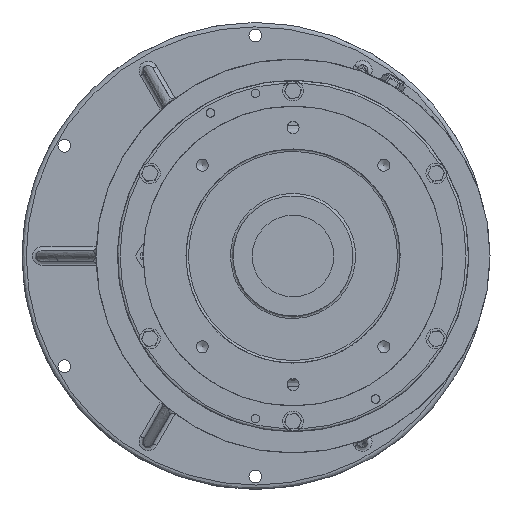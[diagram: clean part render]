
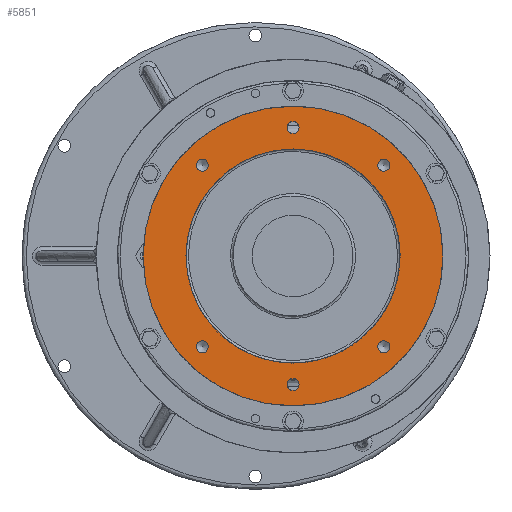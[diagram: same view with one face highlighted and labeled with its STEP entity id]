
A CAD part, left-side view. The second image highlights one B-rep face of the part: STEP entity #5851.
In plain terms, the highlighted planar face has unit normal (-1, 0, 0).
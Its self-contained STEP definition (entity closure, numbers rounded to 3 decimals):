
#400 = CARTESIAN_POINT ( 'NONE',  ( -300.5, 342.066, 106.066 ) ) ;
#583 = DIRECTION ( 'NONE',  ( 1., 0., 0. ) ) ;
#1739 = VERTEX_POINT ( 'NONE', #10016 ) ;
#2545 = FACE_BOUND ( 'NONE', #45209, .T. ) ;
#2745 = DIRECTION ( 'NONE',  ( 0., 0., 1. ) ) ;
#2991 = EDGE_LOOP ( 'NONE', ( #48894 ) ) ;
#3922 = VERTEX_POINT ( 'NONE', #44040 ) ;
#4017 = AXIS2_PLACEMENT_3D ( 'NONE', #32947, #37306, #25920 ) ;
#4959 = AXIS2_PLACEMENT_3D ( 'NONE', #400, #44154, #48292 ) ;
#5564 = CIRCLE ( 'NONE', #43619, 175. ) ;
#5636 = CARTESIAN_POINT ( 'NONE',  ( -300.5, 129.934, 113.066 ) ) ;
#5830 = ORIENTED_EDGE ( 'NONE', *, *, #25014, .T. ) ;
#5851 = ADVANCED_FACE ( 'NONE', ( #2545, #22788, #18636, #46076, #48736, #9115, #13289, #41922 ), #21313, .T. ) ;
#7158 = CARTESIAN_POINT ( 'NONE',  ( -300.5, 129.934, 106.066 ) ) ;
#7473 = VERTEX_POINT ( 'NONE', #11384 ) ;
#7791 = DIRECTION ( 'NONE',  ( 1., 0., 0. ) ) ;
#9115 = FACE_BOUND ( 'NONE', #2991, .T. ) ;
#9523 = VERTEX_POINT ( 'NONE', #5636 ) ;
#9867 = AXIS2_PLACEMENT_3D ( 'NONE', #16409, #583, #39909 ) ;
#9890 = CARTESIAN_POINT ( 'NONE',  ( -300.5, 236., 0. ) ) ;
#10016 = CARTESIAN_POINT ( 'NONE',  ( -300.5, 342.066, -99.066 ) ) ;
#10851 = DIRECTION ( 'NONE',  ( -1., 0., 0. ) ) ;
#11384 = CARTESIAN_POINT ( 'NONE',  ( -300.5, 236., 157. ) ) ;
#13246 = EDGE_CURVE ( 'NONE', #43277, #43277, #5564, .T. ) ;
#13289 = FACE_BOUND ( 'NONE', #44843, .T. ) ;
#13620 = DIRECTION ( 'NONE',  ( 0., 0., 1. ) ) ;
#14106 = VERTEX_POINT ( 'NONE', #42038 ) ;
#15112 = EDGE_CURVE ( 'NONE', #3922, #3922, #30488, .T. ) ;
#16409 = CARTESIAN_POINT ( 'NONE',  ( -300.5, 236., 150. ) ) ;
#16432 = CARTESIAN_POINT ( 'NONE',  ( -300.5, 236., -143. ) ) ;
#16786 = CARTESIAN_POINT ( 'NONE',  ( -300.5, 236., -150. ) ) ;
#17174 = CARTESIAN_POINT ( 'NONE',  ( -300.5, 359.744, -123.744 ) ) ;
#17195 = DIRECTION ( 'NONE',  ( 0., 0., 1. ) ) ;
#17490 = DIRECTION ( 'NONE',  ( 1., 0., 0. ) ) ;
#17569 = AXIS2_PLACEMENT_3D ( 'NONE', #16786, #40550, #36960 ) ;
#18561 = AXIS2_PLACEMENT_3D ( 'NONE', #7158, #50374, #2745 ) ;
#18636 = FACE_BOUND ( 'NONE', #40520, .T. ) ;
#20068 = ORIENTED_EDGE ( 'NONE', *, *, #13246, .F. ) ;
#20827 = DIRECTION ( 'NONE',  ( 1., 0., 0. ) ) ;
#21313 = PLANE ( 'NONE',  #21864 ) ;
#21864 = AXIS2_PLACEMENT_3D ( 'NONE', #17174, #10851, #22271 ) ;
#22271 = DIRECTION ( 'NONE',  ( 0., 0., 1. ) ) ;
#22283 = VERTEX_POINT ( 'NONE', #45828 ) ;
#22532 = ORIENTED_EDGE ( 'NONE', *, *, #38473, .T. ) ;
#22788 = FACE_OUTER_BOUND ( 'NONE', #47614, .T. ) ;
#23624 = CARTESIAN_POINT ( 'NONE',  ( -300.5, 236., 175. ) ) ;
#24420 = AXIS2_PLACEMENT_3D ( 'NONE', #49315, #17490, #13620 ) ;
#24818 = CIRCLE ( 'NONE', #4959, 7. ) ;
#25014 = EDGE_CURVE ( 'NONE', #22283, #22283, #40912, .T. ) ;
#25920 = DIRECTION ( 'NONE',  ( 0., 0., 1. ) ) ;
#29163 = ORIENTED_EDGE ( 'NONE', *, *, #30287, .T. ) ;
#29667 = EDGE_LOOP ( 'NONE', ( #29163 ) ) ;
#29910 = ORIENTED_EDGE ( 'NONE', *, *, #44786, .T. ) ;
#30287 = EDGE_CURVE ( 'NONE', #7473, #7473, #32238, .T. ) ;
#30488 = CIRCLE ( 'NONE', #4017, 125. ) ;
#31011 = VERTEX_POINT ( 'NONE', #16432 ) ;
#32238 = CIRCLE ( 'NONE', #9867, 7. ) ;
#32947 = CARTESIAN_POINT ( 'NONE',  ( -300.5, 236., 0. ) ) ;
#36650 = ORIENTED_EDGE ( 'NONE', *, *, #15112, .T. ) ;
#36960 = DIRECTION ( 'NONE',  ( 0., 0., 1. ) ) ;
#37306 = DIRECTION ( 'NONE',  ( 1., 0., 0. ) ) ;
#38370 = CIRCLE ( 'NONE', #50802, 7. ) ;
#38473 = EDGE_CURVE ( 'NONE', #9523, #9523, #48346, .T. ) ;
#38843 = EDGE_CURVE ( 'NONE', #1739, #1739, #38370, .T. ) ;
#39909 = DIRECTION ( 'NONE',  ( 0., 0., 1. ) ) ;
#40520 = EDGE_LOOP ( 'NONE', ( #22532 ) ) ;
#40550 = DIRECTION ( 'NONE',  ( 1., 0., 0. ) ) ;
#40912 = CIRCLE ( 'NONE', #24420, 7. ) ;
#41422 = EDGE_LOOP ( 'NONE', ( #41578 ) ) ;
#41578 = ORIENTED_EDGE ( 'NONE', *, *, #50198, .T. ) ;
#41922 = FACE_BOUND ( 'NONE', #48069, .T. ) ;
#42038 = CARTESIAN_POINT ( 'NONE',  ( -300.5, 342.066, 113.066 ) ) ;
#43277 = VERTEX_POINT ( 'NONE', #23624 ) ;
#43619 = AXIS2_PLACEMENT_3D ( 'NONE', #9890, #20827, #17195 ) ;
#44040 = CARTESIAN_POINT ( 'NONE',  ( -300.5, 236., 125. ) ) ;
#44154 = DIRECTION ( 'NONE',  ( 1., 0., 0. ) ) ;
#44786 = EDGE_CURVE ( 'NONE', #31011, #31011, #50619, .T. ) ;
#44843 = EDGE_LOOP ( 'NONE', ( #5830 ) ) ;
#45209 = EDGE_LOOP ( 'NONE', ( #36650 ) ) ;
#45828 = CARTESIAN_POINT ( 'NONE',  ( -300.5, 129.934, -99.066 ) ) ;
#46076 = FACE_BOUND ( 'NONE', #29667, .T. ) ;
#46908 = CARTESIAN_POINT ( 'NONE',  ( -300.5, 342.066, -106.066 ) ) ;
#47614 = EDGE_LOOP ( 'NONE', ( #20068 ) ) ;
#48069 = EDGE_LOOP ( 'NONE', ( #29910 ) ) ;
#48292 = DIRECTION ( 'NONE',  ( 0., 0., 1. ) ) ;
#48346 = CIRCLE ( 'NONE', #18561, 7. ) ;
#48736 = FACE_BOUND ( 'NONE', #41422, .T. ) ;
#48894 = ORIENTED_EDGE ( 'NONE', *, *, #38843, .T. ) ;
#49315 = CARTESIAN_POINT ( 'NONE',  ( -300.5, 129.934, -106.066 ) ) ;
#50198 = EDGE_CURVE ( 'NONE', #14106, #14106, #24818, .T. ) ;
#50374 = DIRECTION ( 'NONE',  ( 1., 0., 0. ) ) ;
#50619 = CIRCLE ( 'NONE', #17569, 7. ) ;
#50770 = DIRECTION ( 'NONE',  ( 0., 0., 1. ) ) ;
#50802 = AXIS2_PLACEMENT_3D ( 'NONE', #46908, #7791, #50770 ) ;
